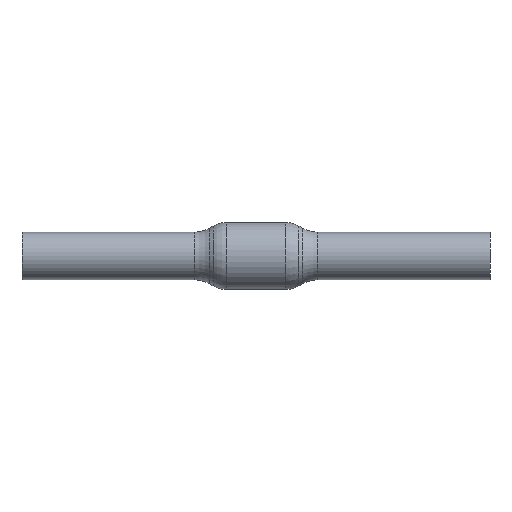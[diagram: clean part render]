
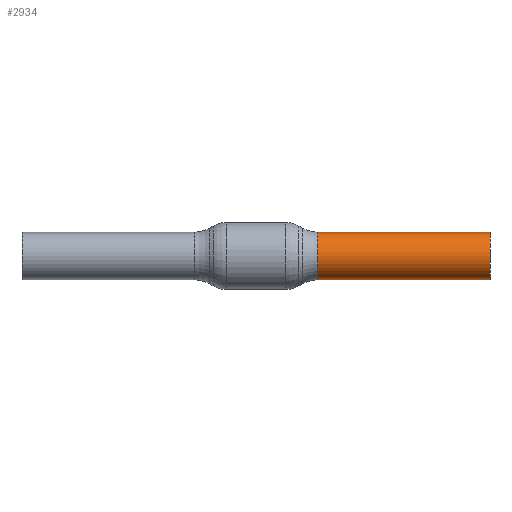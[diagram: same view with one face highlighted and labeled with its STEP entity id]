
A CAD part, front view. The second image highlights one B-rep face of the part: STEP entity #2934.
In plain terms, the highlighted cylindrical face has radius 10.65 mm (diameter 21.3 mm), a partial arc.
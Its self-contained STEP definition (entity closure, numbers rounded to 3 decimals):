
#1639 = CIRCLE ( 'NONE', #8329, 10.65 ) ;
#2934 = ADVANCED_FACE ( 'NONE', ( #18618 ), #21515, .T. ) ;
#4151 = CARTESIAN_POINT ( 'NONE',  ( 105., 0., 10.65 ) ) ;
#4444 = VERTEX_POINT ( 'NONE', #4151 ) ;
#5442 = CIRCLE ( 'NONE', #30600, 10.65 ) ;
#7870 = CARTESIAN_POINT ( 'NONE',  ( 27.786, 0., -10.65 ) ) ;
#8329 = AXIS2_PLACEMENT_3D ( 'NONE', #41647, #29561, #36712 ) ;
#9898 = VERTEX_POINT ( 'NONE', #40183 ) ;
#12138 = EDGE_CURVE ( 'NONE', #4444, #44673, #29412, .T. ) ;
#13872 = ORIENTED_EDGE ( 'NONE', *, *, #31254, .F. ) ;
#15632 = CARTESIAN_POINT ( 'NONE',  ( 105., 0., 0. ) ) ;
#18282 = CARTESIAN_POINT ( 'NONE',  ( -62.69, 0., 10.65 ) ) ;
#18618 = FACE_OUTER_BOUND ( 'NONE', #38646, .T. ) ;
#21515 = CYLINDRICAL_SURFACE ( 'NONE', #32750, 10.65 ) ;
#23465 = EDGE_CURVE ( 'NONE', #4444, #9898, #5442, .T. ) ;
#25019 = ORIENTED_EDGE ( 'NONE', *, *, #23465, .F. ) ;
#25534 = CARTESIAN_POINT ( 'NONE',  ( -62.69, 0., -10.65 ) ) ;
#25976 = DIRECTION ( 'NONE',  ( -1., 0., 0. ) ) ;
#26124 = ORIENTED_EDGE ( 'NONE', *, *, #35164, .F. ) ;
#28549 = VECTOR ( 'NONE', #38653, 1000. ) ;
#29412 = LINE ( 'NONE', #18282, #35541 ) ;
#29561 = DIRECTION ( 'NONE',  ( -1., 0., 0. ) ) ;
#30600 = AXIS2_PLACEMENT_3D ( 'NONE', #15632, #40043, #31382 ) ;
#31254 = EDGE_CURVE ( 'NONE', #33186, #44673, #1639, .T. ) ;
#31382 = DIRECTION ( 'NONE',  ( 0., 0., -1. ) ) ;
#32750 = AXIS2_PLACEMENT_3D ( 'NONE', #38072, #25976, #37805 ) ;
#33186 = VERTEX_POINT ( 'NONE', #7870 ) ;
#35164 = EDGE_CURVE ( 'NONE', #9898, #33186, #49975, .T. ) ;
#35541 = VECTOR ( 'NONE', #47210, 1000. ) ;
#36712 = DIRECTION ( 'NONE',  ( 0., 0., 1. ) ) ;
#37805 = DIRECTION ( 'NONE',  ( 0., 0., 1. ) ) ;
#38072 = CARTESIAN_POINT ( 'NONE',  ( -62.69, 0., 0. ) ) ;
#38646 = EDGE_LOOP ( 'NONE', ( #26124, #25019, #43706, #13872 ) ) ;
#38653 = DIRECTION ( 'NONE',  ( -1., 0., 0. ) ) ;
#40043 = DIRECTION ( 'NONE',  ( 1., 0., 0. ) ) ;
#40183 = CARTESIAN_POINT ( 'NONE',  ( 105., 0., -10.65 ) ) ;
#41647 = CARTESIAN_POINT ( 'NONE',  ( 27.786, 0., 0. ) ) ;
#43706 = ORIENTED_EDGE ( 'NONE', *, *, #12138, .T. ) ;
#44673 = VERTEX_POINT ( 'NONE', #51420 ) ;
#47210 = DIRECTION ( 'NONE',  ( -1., 0., 0. ) ) ;
#49975 = LINE ( 'NONE', #25534, #28549 ) ;
#51420 = CARTESIAN_POINT ( 'NONE',  ( 27.786, 0., 10.65 ) ) ;
